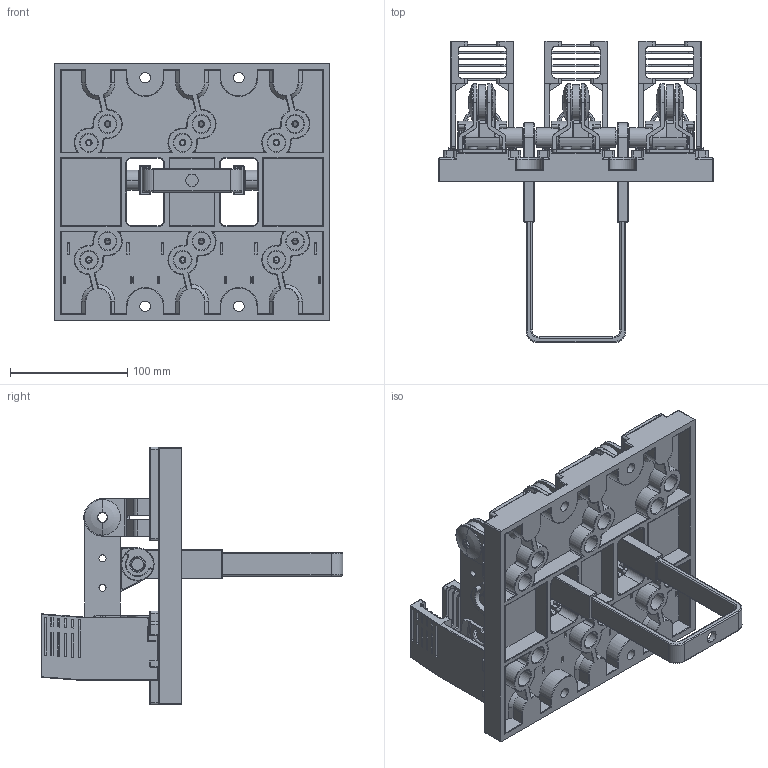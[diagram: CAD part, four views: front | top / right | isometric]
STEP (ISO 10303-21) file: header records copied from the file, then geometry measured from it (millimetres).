
FILE_DESCRIPTION((''),'2;1');
FILE_NAME('ASM0001_ASM','2024-08-01T',('Administrator'),(''),'PRO/ENGINEER BY PARAMETRIC TECHNOLOGY CORPORATION, 2009440','PRO/ENGINEER BY PARAMETRIC TECHNOLOGY CORPORATION, 2009440','');
FILE_SCHEMA(('CONFIG_CONTROL_DESIGN'));
Length unit declared in the file: millimetre
Products named in the file (15): DIBAN; HOUCHUTOU; QIANCHUTOU; CHUTOU; KAHUANG; JUEYUANJIAN; ZHOU10; JUANYUANTAO; LAGAN; PANXINGTANHANG; GEHUBAN; MIEHUPIAN; MIEHUSHI_ASM; ZHUTAO; ASM0001_ASM
Assembly tree (43 placements, depth 3):
  ASM0001_ASM
    DIBAN
    HOUCHUTOU  x3
    QIANCHUTOU  x3
    CHUTOU  x3
    KAHUANG  x6
    JUEYUANJIAN  x3
    ZHOU10
    JUANYUANTAO  x2
    LAGAN
    PANXINGTANHANG  x6
    MIEHUSHI_ASM  x3
      GEHUBAN
      MIEHUPIAN
    ZHUTAO  x4
Bounding box: 235 x 257.3 x 220 mm (x, y, z)
Volume: 1114011.6 mm3; surface area: 570091.3 mm2
Topology: 57 solids, 57 shells, 3723 faces, 9896 edges, 6244 vertices
Faces by surface type: plane 1839, cylinder 1254, torus 363, sphere 104, bspline 95, cone 64, extrusion 4
Entity records: 62132 total; most frequent: CARTESIAN_POINT 13830, DIRECTION 10205, ORIENTED_EDGE 9962, EDGE_CURVE 4981, AXIS2_PLACEMENT_3D 3574, VERTEX_POINT 3101, VECTOR 3057, LINE 3053
